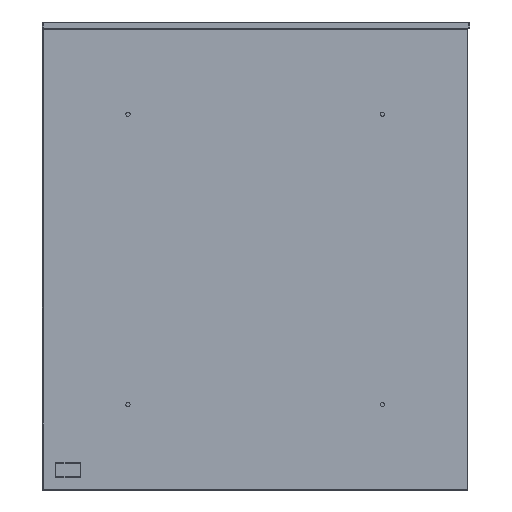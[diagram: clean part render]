
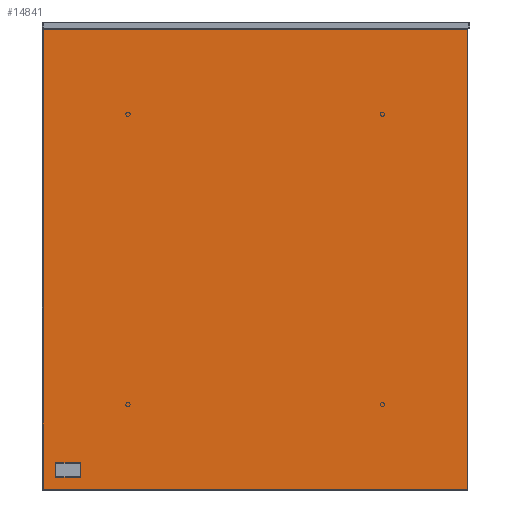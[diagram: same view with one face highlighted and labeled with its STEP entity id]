
A CAD part, left-side view. The second image highlights one B-rep face of the part: STEP entity #14841.
In plain terms, the highlighted planar face has unit normal (-1, 0, 0).
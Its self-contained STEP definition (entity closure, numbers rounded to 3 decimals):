
#14579=CARTESIAN_POINT('',(-4950.693,10231.25,-596.869));
#14580=VERTEX_POINT('',#14579);
#14581=CARTESIAN_POINT('',(-4950.693,10231.25,-59.131));
#14582=VERTEX_POINT('',#14581);
#14583=CARTESIAN_POINT('',(-4950.693,10231.25,-596.869));
#14584=DIRECTION('',(0.0,0.0,1.0));
#14585=VECTOR('',#14584,537.737);
#14586=LINE('',#14583,#14585);
#14587=EDGE_CURVE('',#14580,#14582,#14586,.T.);
#14610=CARTESIAN_POINT('',(-4950.693,10230.919,-58.8));
#14611=VERTEX_POINT('',#14610);
#14612=CARTESIAN_POINT('',(-4950.693,10231.25,-59.131));
#14613=DIRECTION('',(0.0,-0.707,0.707));
#14614=VECTOR('',#14613,0.469);
#14615=LINE('',#14612,#14614);
#14616=EDGE_CURVE('',#14582,#14611,#14615,.T.);
#14634=CARTESIAN_POINT('',(-4950.693,9735.181,-58.8));
#14635=VERTEX_POINT('',#14634);
#14636=CARTESIAN_POINT('',(-4950.693,10230.919,-58.8));
#14637=DIRECTION('',(0.0,-1.0,0.0));
#14638=VECTOR('',#14637,495.737);
#14639=LINE('',#14636,#14638);
#14640=EDGE_CURVE('',#14611,#14635,#14639,.T.);
#14667=CARTESIAN_POINT('',(-4950.693,9734.85,-59.131));
#14668=VERTEX_POINT('',#14667);
#14669=CARTESIAN_POINT('',(-4950.693,9735.181,-58.8));
#14670=DIRECTION('',(0.0,-0.707,-0.707));
#14671=VECTOR('',#14670,0.469);
#14672=LINE('',#14669,#14671);
#14673=EDGE_CURVE('',#14635,#14668,#14672,.T.);
#14698=CARTESIAN_POINT('',(-4950.693,9734.85,-596.869));
#14699=VERTEX_POINT('',#14698);
#14700=CARTESIAN_POINT('',(-4950.693,9734.85,-59.131));
#14701=DIRECTION('',(0.0,0.0,-1.0));
#14702=VECTOR('',#14701,537.737);
#14703=LINE('',#14700,#14702);
#14704=EDGE_CURVE('',#14668,#14699,#14703,.T.);
#14729=CARTESIAN_POINT('',(-4950.693,9735.181,-597.2));
#14730=VERTEX_POINT('',#14729);
#14731=CARTESIAN_POINT('',(-4950.693,9734.85,-596.869));
#14732=DIRECTION('',(0.0,0.707,-0.707));
#14733=VECTOR('',#14732,0.469);
#14734=LINE('',#14731,#14733);
#14735=EDGE_CURVE('',#14699,#14730,#14734,.T.);
#14758=CARTESIAN_POINT('',(-4950.693,10230.919,-597.2));
#14759=VERTEX_POINT('',#14758);
#14760=CARTESIAN_POINT('',(-4950.693,9735.181,-597.2));
#14761=DIRECTION('',(0.0,1.0,0.0));
#14762=VECTOR('',#14761,495.737);
#14763=LINE('',#14760,#14762);
#14764=EDGE_CURVE('',#14730,#14759,#14763,.T.);
#14782=CARTESIAN_POINT('',(-4950.693,10230.919,-597.2));
#14783=DIRECTION('',(0.0,0.707,0.707));
#14784=VECTOR('',#14783,0.469);
#14785=LINE('',#14782,#14784);
#14786=EDGE_CURVE('',#14759,#14580,#14785,.T.);
#14826=CARTESIAN_POINT('',(-4950.693,9983.05,-597.201));
#14827=DIRECTION('',(-1.0,0.0,0.0));
#14828=DIRECTION('',(0.0,0.0,1.0));
#14829=AXIS2_PLACEMENT_3D('',#14826,#14827,#14828);
#14830=PLANE('',#14829);
#14831=ORIENTED_EDGE('',*,*,#14587,.F.);
#14832=ORIENTED_EDGE('',*,*,#14786,.F.);
#14833=ORIENTED_EDGE('',*,*,#14764,.F.);
#14834=ORIENTED_EDGE('',*,*,#14735,.F.);
#14835=ORIENTED_EDGE('',*,*,#14704,.F.);
#14836=ORIENTED_EDGE('',*,*,#14673,.F.);
#14837=ORIENTED_EDGE('',*,*,#14640,.F.);
#14838=ORIENTED_EDGE('',*,*,#14616,.F.);
#14839=EDGE_LOOP('',(#14831,#14832,#14833,#14834,#14835,#14836,#14837,#14838));
#14840=FACE_OUTER_BOUND('',#14839,.T.);
#14841=ADVANCED_FACE('',(#14840),#14830,.T.);
